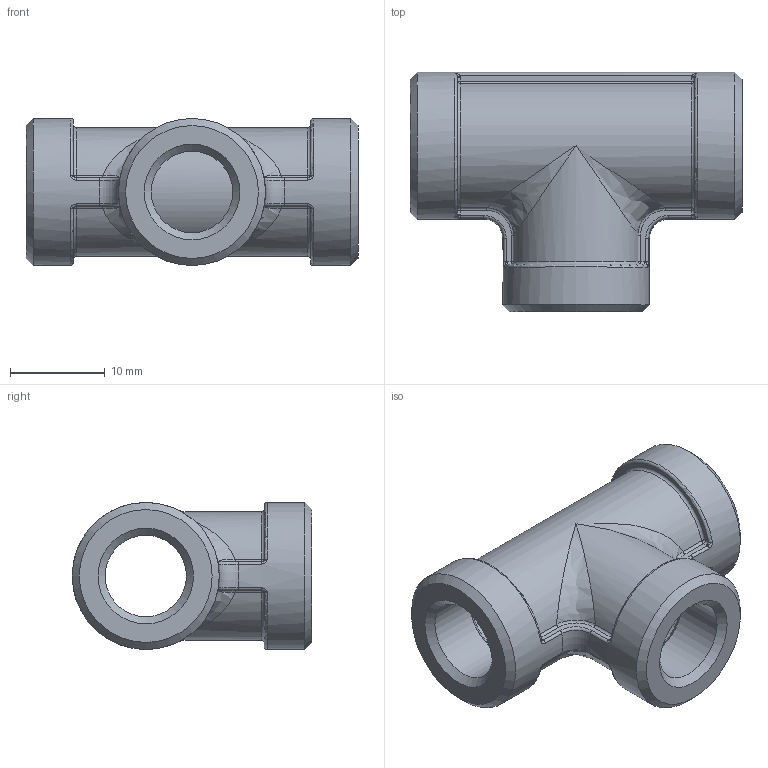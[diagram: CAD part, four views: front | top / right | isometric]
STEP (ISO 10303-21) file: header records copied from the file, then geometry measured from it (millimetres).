
FILE_DESCRIPTION(/* description */ (''),/* implementation_level */ '2;1');
FILE_NAME(/* name */ 'KI-307-006 Aschl.stp',/* time_stamp */ '2016-05-31T15:26:52+02:00',/* author */ ('hochmair'),/* organization */ (''),/* preprocessor_version */ 'ST-DEVELOPER v15.6',/* originating_system */ 'Autodesk Inventor 2015',/* authorisation */ '');
FILE_SCHEMA (('AUTOMOTIVE_DESIGN { 1 0 10303 214 3 1 1 }'));
Length unit declared in the file: millimetre
Products named in the file (1): TB22381560
Bounding box: 35 x 25.25 x 15.5 mm (x, y, z)
Volume: 4027.9 mm3; surface area: 3972.1 mm2
Topology: 1 solids, 1 shells, 133 faces, 315 edges, 177 vertices
Faces by surface type: cylinder 44, bspline 32, torus 18, plane 18, sphere 12, cone 9
Full cylindrical faces by diameter (mm): 8.566 x3, 10.5 x2, 15.5 x2
Entity records: 4748 total; most frequent: CARTESIAN_POINT 1925, DIRECTION 582, ORIENTED_EDGE 566, EDGE_CURVE 283, AXIS2_PLACEMENT_3D 259, VERTEX_POINT 173, EDGE_LOOP 156, CIRCLE 141
